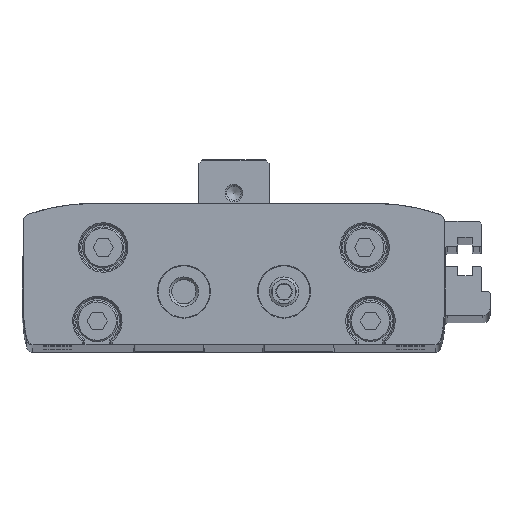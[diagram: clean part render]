
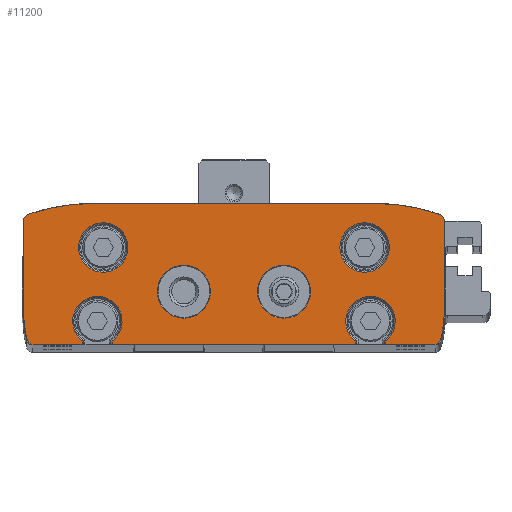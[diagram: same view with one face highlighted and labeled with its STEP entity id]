
A CAD part, top view. The second image highlights one B-rep face of the part: STEP entity #11200.
In plain terms, the highlighted planar face has unit normal (0, 0, 1).
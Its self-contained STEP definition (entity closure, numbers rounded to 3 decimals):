
#565=CIRCLE('',#12033,4.2);
#566=CIRCLE('',#12034,4.2);
#567=CIRCLE('',#12035,1.);
#568=CIRCLE('',#12036,15.);
#569=CIRCLE('',#12037,1.);
#570=CIRCLE('',#12038,35.);
#571=CIRCLE('',#12039,35.);
#572=CIRCLE('',#12040,1.);
#573=CIRCLE('',#12041,15.);
#574=CIRCLE('',#12042,1.);
#575=CIRCLE('',#12043,4.2);
#576=CIRCLE('',#12044,4.2);
#577=CIRCLE('',#12045,4.5);
#578=CIRCLE('',#12046,4.5);
#1312=ORIENTED_EDGE('',*,*,#4415,.F.);
#1313=ORIENTED_EDGE('',*,*,#4404,.T.);
#1314=ORIENTED_EDGE('',*,*,#4272,.T.);
#1315=ORIENTED_EDGE('',*,*,#4406,.F.);
#1316=ORIENTED_EDGE('',*,*,#4416,.F.);
#1317=ORIENTED_EDGE('',*,*,#4414,.T.);
#1318=ORIENTED_EDGE('',*,*,#4264,.T.);
#1319=ORIENTED_EDGE('',*,*,#4417,.T.);
#1320=ORIENTED_EDGE('',*,*,#4418,.T.);
#1321=ORIENTED_EDGE('',*,*,#4419,.T.);
#1322=ORIENTED_EDGE('',*,*,#4420,.T.);
#1323=ORIENTED_EDGE('',*,*,#4421,.T.);
#1324=ORIENTED_EDGE('',*,*,#4422,.T.);
#1325=ORIENTED_EDGE('',*,*,#4423,.T.);
#1326=ORIENTED_EDGE('',*,*,#4424,.T.);
#1327=ORIENTED_EDGE('',*,*,#4425,.T.);
#1328=ORIENTED_EDGE('',*,*,#4426,.T.);
#1329=ORIENTED_EDGE('',*,*,#4427,.T.);
#1330=ORIENTED_EDGE('',*,*,#4260,.T.);
#1331=ORIENTED_EDGE('',*,*,#4396,.F.);
#1332=ORIENTED_EDGE('',*,*,#4428,.F.);
#1333=ORIENTED_EDGE('',*,*,#4429,.F.);
#1334=ORIENTED_EDGE('',*,*,#4430,.F.);
#1335=ORIENTED_EDGE('',*,*,#4431,.F.);
#4260=EDGE_CURVE('',#5828,#5827,#6942,.T.);
#4264=EDGE_CURVE('',#5832,#5831,#6946,.T.);
#4272=EDGE_CURVE('',#5840,#5839,#6950,.T.);
#4396=EDGE_CURVE('',#5951,#5827,#7020,.T.);
#4404=EDGE_CURVE('',#5956,#5840,#7027,.T.);
#4406=EDGE_CURVE('',#5957,#5839,#7028,.T.);
#4414=EDGE_CURVE('',#5962,#5832,#7035,.T.);
#4415=EDGE_CURVE('',#5956,#5951,#565,.T.);
#4416=EDGE_CURVE('',#5962,#5957,#566,.T.);
#4417=EDGE_CURVE('',#5831,#5963,#567,.T.);
#4418=EDGE_CURVE('',#5963,#5964,#568,.T.);
#4419=EDGE_CURVE('',#5964,#5965,#7036,.T.);
#4420=EDGE_CURVE('',#5965,#5966,#569,.T.);
#4421=EDGE_CURVE('',#5966,#5967,#570,.T.);
#4422=EDGE_CURVE('',#5967,#5968,#7037,.T.);
#4423=EDGE_CURVE('',#5968,#5969,#571,.T.);
#4424=EDGE_CURVE('',#5969,#5970,#572,.T.);
#4425=EDGE_CURVE('',#5970,#5971,#7038,.T.);
#4426=EDGE_CURVE('',#5971,#5972,#573,.T.);
#4427=EDGE_CURVE('',#5972,#5828,#574,.T.);
#4428=EDGE_CURVE('',#5973,#5973,#575,.T.);
#4429=EDGE_CURVE('',#5974,#5974,#576,.T.);
#4430=EDGE_CURVE('',#5975,#5975,#577,.T.);
#4431=EDGE_CURVE('',#5976,#5976,#578,.T.);
#5827=VERTEX_POINT('',#16969);
#5828=VERTEX_POINT('',#16971);
#5831=VERTEX_POINT('',#16977);
#5832=VERTEX_POINT('',#16979);
#5839=VERTEX_POINT('',#16993);
#5840=VERTEX_POINT('',#16995);
#5951=VERTEX_POINT('',#17259);
#5956=VERTEX_POINT('',#17278);
#5957=VERTEX_POINT('',#17285);
#5962=VERTEX_POINT('',#17304);
#5963=VERTEX_POINT('',#17310);
#5964=VERTEX_POINT('',#17312);
#5965=VERTEX_POINT('',#17314);
#5966=VERTEX_POINT('',#17316);
#5967=VERTEX_POINT('',#17318);
#5968=VERTEX_POINT('',#17320);
#5969=VERTEX_POINT('',#17322);
#5970=VERTEX_POINT('',#17324);
#5971=VERTEX_POINT('',#17326);
#5972=VERTEX_POINT('',#17328);
#5973=VERTEX_POINT('',#17331);
#5974=VERTEX_POINT('',#17333);
#5975=VERTEX_POINT('',#17335);
#5976=VERTEX_POINT('',#17337);
#6942=LINE('',#16970,#7850);
#6946=LINE('',#16978,#7854);
#6950=LINE('',#16994,#7858);
#7020=LINE('',#17261,#7928);
#7027=LINE('',#17279,#7935);
#7028=LINE('',#17287,#7936);
#7035=LINE('',#17305,#7943);
#7036=LINE('',#17313,#7944);
#7037=LINE('',#17319,#7945);
#7038=LINE('',#17325,#7946);
#7850=VECTOR('',#13332,1000.);
#7854=VECTOR('',#13336,1000.);
#7858=VECTOR('',#13348,1000.);
#7928=VECTOR('',#13546,1000.);
#7935=VECTOR('',#13559,1000.);
#7936=VECTOR('',#13562,1000.);
#7943=VECTOR('',#13575,1000.);
#7944=VECTOR('',#13586,1000.);
#7945=VECTOR('',#13591,1000.);
#7946=VECTOR('',#13596,1000.);
#8796=EDGE_LOOP('',(#1312,#1313,#1314,#1315,#1316,#1317,#1318,#1319,#1320,
#1321,#1322,#1323,#1324,#1325,#1326,#1327,#1328,#1329,#1330,#1331));
#8797=EDGE_LOOP('',(#1332));
#8798=EDGE_LOOP('',(#1333));
#8799=EDGE_LOOP('',(#1334));
#8800=EDGE_LOOP('',(#1335));
#9836=FACE_BOUND('',#8796,.T.);
#9837=FACE_BOUND('',#8797,.T.);
#9838=FACE_BOUND('',#8798,.T.);
#9839=FACE_BOUND('',#8799,.T.);
#9840=FACE_BOUND('',#8800,.T.);
#10849=PLANE('',#12032);
#11200=ADVANCED_FACE('',(#9836,#9837,#9838,#9839,#9840),#10849,.T.);
#12032=AXIS2_PLACEMENT_3D('',#17306,#13576,#13577);
#12033=AXIS2_PLACEMENT_3D('',#17307,#13578,#13579);
#12034=AXIS2_PLACEMENT_3D('',#17308,#13580,#13581);
#12035=AXIS2_PLACEMENT_3D('',#17309,#13582,#13583);
#12036=AXIS2_PLACEMENT_3D('',#17311,#13584,#13585);
#12037=AXIS2_PLACEMENT_3D('',#17315,#13587,#13588);
#12038=AXIS2_PLACEMENT_3D('',#17317,#13589,#13590);
#12039=AXIS2_PLACEMENT_3D('',#17321,#13592,#13593);
#12040=AXIS2_PLACEMENT_3D('',#17323,#13594,#13595);
#12041=AXIS2_PLACEMENT_3D('',#17327,#13597,#13598);
#12042=AXIS2_PLACEMENT_3D('',#17329,#13599,#13600);
#12043=AXIS2_PLACEMENT_3D('',#17330,#13601,#13602);
#12044=AXIS2_PLACEMENT_3D('',#17332,#13603,#13604);
#12045=AXIS2_PLACEMENT_3D('',#17334,#13605,#13606);
#12046=AXIS2_PLACEMENT_3D('',#17336,#13607,#13608);
#13332=DIRECTION('',(1.,0.,0.));
#13336=DIRECTION('',(1.,0.,0.));
#13348=DIRECTION('',(1.,0.,0.));
#13546=DIRECTION('',(0.,-1.,0.));
#13559=DIRECTION('',(0.,-1.,0.));
#13562=DIRECTION('',(0.,-1.,0.));
#13575=DIRECTION('',(0.,-1.,0.));
#13576=DIRECTION('',(0.,0.,1.));
#13577=DIRECTION('',(1.,0.,0.));
#13578=DIRECTION('',(0.,0.,1.));
#13579=DIRECTION('',(1.,0.,0.));
#13580=DIRECTION('',(0.,0.,1.));
#13581=DIRECTION('',(1.,0.,0.));
#13582=DIRECTION('',(0.,0.,1.));
#13583=DIRECTION('',(1.,0.,0.));
#13584=DIRECTION('',(0.,0.,1.));
#13585=DIRECTION('',(1.,0.,0.));
#13586=DIRECTION('',(0.,1.,0.));
#13587=DIRECTION('',(0.,0.,1.));
#13588=DIRECTION('',(1.,0.,0.));
#13589=DIRECTION('',(0.,0.,1.));
#13590=DIRECTION('',(1.,0.,0.));
#13591=DIRECTION('',(-1.,0.,0.));
#13592=DIRECTION('',(0.,0.,1.));
#13593=DIRECTION('',(1.,0.,0.));
#13594=DIRECTION('',(0.,0.,1.));
#13595=DIRECTION('',(1.,0.,0.));
#13596=DIRECTION('',(0.,-1.,0.));
#13597=DIRECTION('',(0.,0.,1.));
#13598=DIRECTION('',(1.,0.,0.));
#13599=DIRECTION('',(0.,0.,1.));
#13600=DIRECTION('',(1.,0.,0.));
#13601=DIRECTION('',(0.,0.,1.));
#13602=DIRECTION('',(1.,0.,0.));
#13603=DIRECTION('',(0.,0.,1.));
#13604=DIRECTION('',(1.,0.,0.));
#13605=DIRECTION('',(0.,0.,1.));
#13606=DIRECTION('',(1.,0.,0.));
#13607=DIRECTION('',(0.,0.,1.));
#13608=DIRECTION('',(1.,0.,0.));
#16969=CARTESIAN_POINT('',(-25.7,0.,380.));
#16970=CARTESIAN_POINT('',(-34.116,0.,380.));
#16971=CARTESIAN_POINT('',(-34.116,0.,380.));
#16977=CARTESIAN_POINT('',(34.116,0.,380.));
#16978=CARTESIAN_POINT('',(-34.116,0.,380.));
#16979=CARTESIAN_POINT('',(25.7,0.,380.));
#16993=CARTESIAN_POINT('',(20.7,0.,380.));
#16994=CARTESIAN_POINT('',(-34.116,0.,380.));
#16995=CARTESIAN_POINT('',(-20.7,0.,380.));
#17259=CARTESIAN_POINT('',(-25.7,0.625,380.));
#17261=CARTESIAN_POINT('',(-25.7,4.,380.));
#17278=CARTESIAN_POINT('',(-20.7,0.625,380.));
#17279=CARTESIAN_POINT('',(-20.7,4.,380.));
#17285=CARTESIAN_POINT('',(20.7,0.625,380.));
#17287=CARTESIAN_POINT('',(20.7,4.,380.));
#17304=CARTESIAN_POINT('',(25.7,0.625,380.));
#17305=CARTESIAN_POINT('',(25.7,4.,380.));
#17306=CARTESIAN_POINT('',(-20.7,5.,380.));
#17307=CARTESIAN_POINT('',(-23.2,4.,380.));
#17308=CARTESIAN_POINT('',(23.2,4.,380.));
#17309=CARTESIAN_POINT('',(34.116,1.,380.));
#17310=CARTESIAN_POINT('',(35.075,0.714,380.));
#17311=CARTESIAN_POINT('',(20.7,5.,380.));
#17312=CARTESIAN_POINT('',(35.7,5.,380.));
#17313=CARTESIAN_POINT('',(35.7,5.,380.));
#17314=CARTESIAN_POINT('',(35.7,21.171,380.));
#17315=CARTESIAN_POINT('',(34.7,21.171,380.));
#17316=CARTESIAN_POINT('',(35.024,22.118,380.));
#17317=CARTESIAN_POINT('',(23.7,-11.,380.));
#17318=CARTESIAN_POINT('',(23.7,24.,380.));
#17319=CARTESIAN_POINT('',(23.7,24.,380.));
#17320=CARTESIAN_POINT('',(-23.7,24.,380.));
#17321=CARTESIAN_POINT('',(-23.7,-11.,380.));
#17322=CARTESIAN_POINT('',(-35.024,22.118,380.));
#17323=CARTESIAN_POINT('',(-34.7,21.171,380.));
#17324=CARTESIAN_POINT('',(-35.7,21.171,380.));
#17325=CARTESIAN_POINT('',(-35.7,21.171,380.));
#17326=CARTESIAN_POINT('',(-35.7,5.,380.));
#17327=CARTESIAN_POINT('',(-20.7,5.,380.));
#17328=CARTESIAN_POINT('',(-35.075,0.714,380.));
#17329=CARTESIAN_POINT('',(-34.116,1.,380.));
#17330=CARTESIAN_POINT('',(-22.2,16.5,380.));
#17331=CARTESIAN_POINT('',(-18.,16.5,380.));
#17332=CARTESIAN_POINT('',(22.2,16.5,380.));
#17333=CARTESIAN_POINT('',(26.4,16.5,380.));
#17334=CARTESIAN_POINT('',(-8.5,9.,380.));
#17335=CARTESIAN_POINT('',(-4.,9.,380.));
#17336=CARTESIAN_POINT('',(8.5,9.,380.));
#17337=CARTESIAN_POINT('',(13.,9.,380.));
